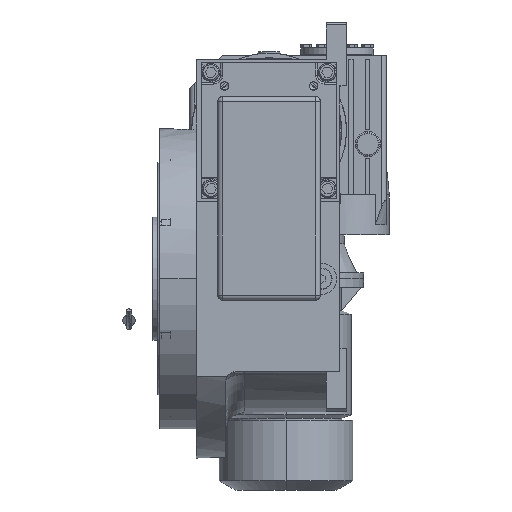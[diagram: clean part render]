
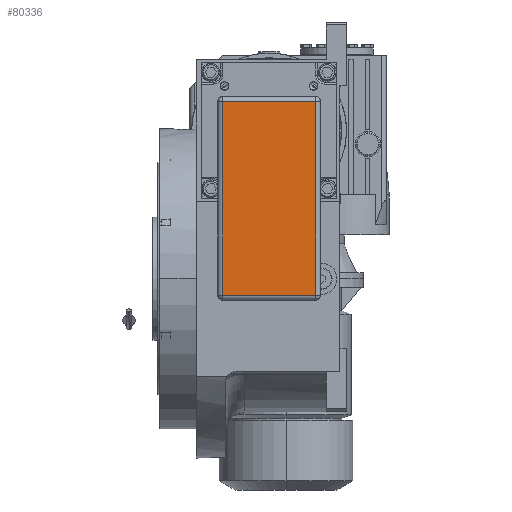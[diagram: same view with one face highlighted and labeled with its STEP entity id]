
A CAD part, left-side view. The second image highlights one B-rep face of the part: STEP entity #80336.
In plain terms, the highlighted face is planar.
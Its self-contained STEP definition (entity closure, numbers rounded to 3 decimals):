
#4061 = ORIENTED_EDGE ( 'NONE', *, *, #72684, .T. ) ;
#6879 = FACE_OUTER_BOUND ( 'NONE', #76850, .T. ) ;
#11682 = VECTOR ( 'NONE', #41386, 1000. ) ;
#11711 = ORIENTED_EDGE ( 'NONE', *, *, #24379, .T. ) ;
#17314 = VECTOR ( 'NONE', #110362, 1000. ) ;
#21081 = CARTESIAN_POINT ( 'NONE',  ( 90., 115., 48. ) ) ;
#24379 = EDGE_CURVE ( 'NONE', #43977, #43029, #91441, .T. ) ;
#28905 = ORIENTED_EDGE ( 'NONE', *, *, #114282, .T. ) ;
#30161 = VECTOR ( 'NONE', #94540, 1000. ) ;
#30978 = CARTESIAN_POINT ( 'NONE',  ( -110., 115., 48. ) ) ;
#41386 = DIRECTION ( 'NONE',  ( 0., 0., 1. ) ) ;
#43029 = VERTEX_POINT ( 'NONE', #109749 ) ;
#43977 = VERTEX_POINT ( 'NONE', #73978 ) ;
#44474 = VERTEX_POINT ( 'NONE', #99496 ) ;
#44649 = ORIENTED_EDGE ( 'NONE', *, *, #69971, .T. ) ;
#48181 = CARTESIAN_POINT ( 'NONE',  ( -110., 115., -48. ) ) ;
#48531 = DIRECTION ( 'NONE',  ( 0., 0., -1. ) ) ;
#56873 = LINE ( 'NONE', #92995, #79035 ) ;
#59582 = LINE ( 'NONE', #21081, #30161 ) ;
#60883 = CARTESIAN_POINT ( 'NONE',  ( 95., 115., 53. ) ) ;
#69971 = EDGE_CURVE ( 'NONE', #89356, #44474, #59582, .T. ) ;
#72684 = EDGE_CURVE ( 'NONE', #43029, #89356, #94156, .T. ) ;
#73978 = CARTESIAN_POINT ( 'NONE',  ( 90., 115., -48. ) ) ;
#76850 = EDGE_LOOP ( 'NONE', ( #28905, #11711, #4061, #44649 ) ) ;
#79035 = VECTOR ( 'NONE', #48531, 1000. ) ;
#80336 = ADVANCED_FACE ( 'NONE', ( #6879 ), #107591, .T. ) ;
#86402 = CARTESIAN_POINT ( 'NONE',  ( -110., 115., 48. ) ) ;
#89356 = VERTEX_POINT ( 'NONE', #30978 ) ;
#91441 = LINE ( 'NONE', #48181, #17314 ) ;
#92995 = CARTESIAN_POINT ( 'NONE',  ( 90., 115., -48. ) ) ;
#94156 = LINE ( 'NONE', #86402, #11682 ) ;
#94540 = DIRECTION ( 'NONE',  ( 1., 0., 0. ) ) ;
#99496 = CARTESIAN_POINT ( 'NONE',  ( 90., 115., 48. ) ) ;
#105457 = AXIS2_PLACEMENT_3D ( 'NONE', #60883, #114739, #115326 ) ;
#107591 = PLANE ( 'NONE',  #105457 ) ;
#109749 = CARTESIAN_POINT ( 'NONE',  ( -110., 115., -48. ) ) ;
#110362 = DIRECTION ( 'NONE',  ( -1., 0., 0. ) ) ;
#114282 = EDGE_CURVE ( 'NONE', #44474, #43977, #56873, .T. ) ;
#114739 = DIRECTION ( 'NONE',  ( 0., 1., 0. ) ) ;
#115326 = DIRECTION ( 'NONE',  ( 1., 0., 0. ) ) ;
